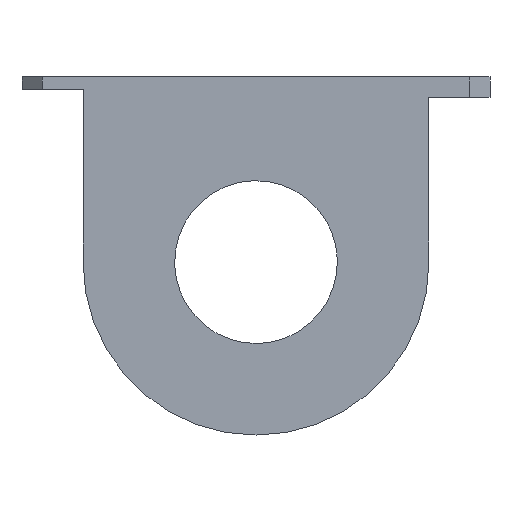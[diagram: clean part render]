
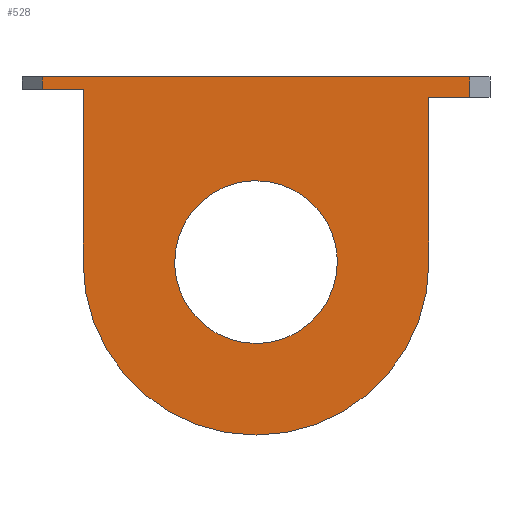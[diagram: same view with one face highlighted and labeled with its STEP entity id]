
A CAD part, front view. The second image highlights one B-rep face of the part: STEP entity #528.
In plain terms, the highlighted planar face has unit normal (0, -1, 0).
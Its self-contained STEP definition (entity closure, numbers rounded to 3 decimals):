
#28=FACE_BOUND('',#212,.T.);
#44=LINE('',#781,#100);
#50=LINE('',#802,#106);
#65=LINE('',#840,#121);
#69=LINE('',#847,#125);
#74=LINE('',#858,#130);
#75=LINE('',#861,#131);
#76=LINE('',#862,#132);
#100=VECTOR('',#630,10.);
#106=VECTOR('',#650,10.);
#121=VECTOR('',#685,10.);
#125=VECTOR('',#691,10.);
#130=VECTOR('',#702,10.);
#131=VECTOR('',#705,10.);
#132=VECTOR('',#706,10.);
#154=PLANE('',#583);
#179=FACE_OUTER_BOUND('',#211,.T.);
#211=EDGE_LOOP('',(#445,#446,#447,#448,#449,#450,#451,#452));
#212=EDGE_LOOP('',(#453));
#227=CIRCLE('',#554,20.);
#241=CIRCLE('',#584,42.5);
#244=VERTEX_POINT('',#745);
#258=VERTEX_POINT('',#778);
#259=VERTEX_POINT('',#780);
#265=VERTEX_POINT('',#798);
#267=VERTEX_POINT('',#801);
#280=VERTEX_POINT('',#839);
#282=VERTEX_POINT('',#845);
#285=VERTEX_POINT('',#857);
#286=VERTEX_POINT('',#859);
#292=EDGE_CURVE('',#244,#244,#227,.T.);
#309=EDGE_CURVE('',#258,#259,#44,.T.);
#319=EDGE_CURVE('',#265,#267,#50,.T.);
#338=EDGE_CURVE('',#259,#280,#65,.T.);
#342=EDGE_CURVE('',#282,#265,#69,.T.);
#347=EDGE_CURVE('',#285,#258,#74,.T.);
#348=EDGE_CURVE('',#286,#285,#241,.T.);
#349=EDGE_CURVE('',#286,#267,#75,.T.);
#350=EDGE_CURVE('',#280,#282,#76,.T.);
#445=ORIENTED_EDGE('',*,*,#338,.F.);
#446=ORIENTED_EDGE('',*,*,#309,.F.);
#447=ORIENTED_EDGE('',*,*,#347,.F.);
#448=ORIENTED_EDGE('',*,*,#348,.F.);
#449=ORIENTED_EDGE('',*,*,#349,.T.);
#450=ORIENTED_EDGE('',*,*,#319,.F.);
#451=ORIENTED_EDGE('',*,*,#342,.F.);
#452=ORIENTED_EDGE('',*,*,#350,.F.);
#453=ORIENTED_EDGE('',*,*,#292,.F.);
#528=ADVANCED_FACE('',(#179,#28),#154,.F.);
#554=AXIS2_PLACEMENT_3D('',#746,#601,#602);
#583=AXIS2_PLACEMENT_3D('',#856,#700,#701);
#584=AXIS2_PLACEMENT_3D('',#860,#703,#704);
#601=DIRECTION('center_axis',(0.,-1.,0.));
#602=DIRECTION('ref_axis',(1.,0.,0.));
#630=DIRECTION('',(-1.,0.,0.));
#650=DIRECTION('',(-1.,0.,0.));
#685=DIRECTION('',(0.,0.,1.));
#691=DIRECTION('',(0.,0.,-1.));
#700=DIRECTION('center_axis',(0.,1.,0.));
#701=DIRECTION('ref_axis',(1.,0.,0.));
#702=DIRECTION('',(0.,0.,1.));
#703=DIRECTION('center_axis',(0.,1.,0.));
#704=DIRECTION('ref_axis',(1.,0.,0.));
#705=DIRECTION('',(0.,0.,1.));
#706=DIRECTION('',(1.,0.,0.));
#745=CARTESIAN_POINT('',(0.507,0.,-19.994));
#746=CARTESIAN_POINT('Origin',(0.,0.,0.));
#778=CARTESIAN_POINT('',(-42.5,0.,42.5));
#780=CARTESIAN_POINT('',(-52.5,0.,42.5));
#781=CARTESIAN_POINT('',(-57.5,0.,42.5));
#798=CARTESIAN_POINT('',(52.5,0.,40.5));
#801=CARTESIAN_POINT('',(42.5,0.,40.5));
#802=CARTESIAN_POINT('',(57.5,0.,40.5));
#839=CARTESIAN_POINT('',(-52.5,0.,45.5));
#840=CARTESIAN_POINT('',(-52.5,0.,22.75));
#845=CARTESIAN_POINT('',(52.5,0.,45.5));
#847=CARTESIAN_POINT('',(52.5,0.,22.75));
#856=CARTESIAN_POINT('Origin',(0.,0.,0.));
#857=CARTESIAN_POINT('',(-42.5,0.,0.));
#858=CARTESIAN_POINT('',(-42.5,0.,0.));
#859=CARTESIAN_POINT('',(42.5,0.,0.));
#860=CARTESIAN_POINT('Origin',(0.,0.,0.));
#861=CARTESIAN_POINT('',(42.5,0.,42.5));
#862=CARTESIAN_POINT('',(-42.5,0.,45.5));
